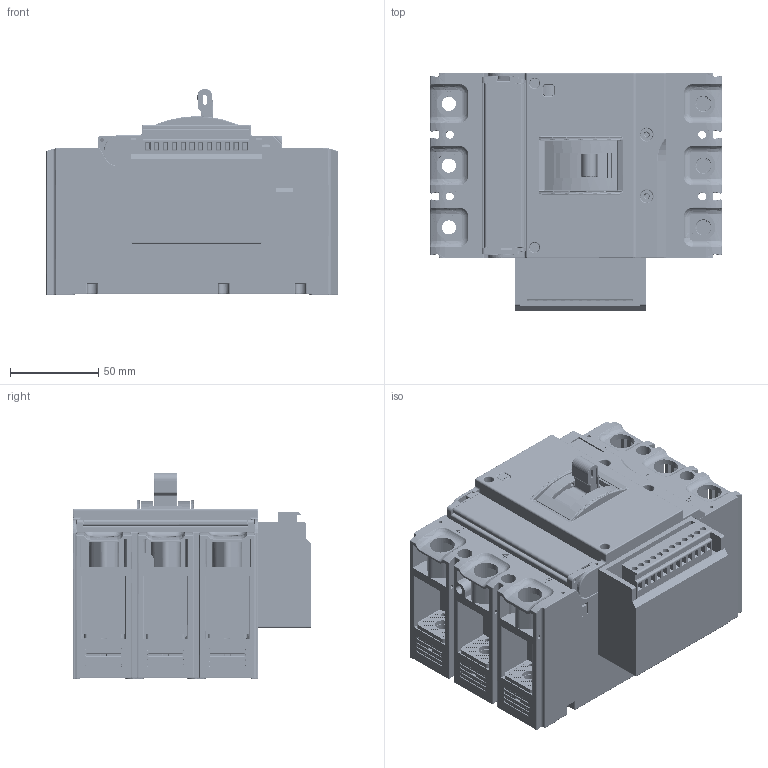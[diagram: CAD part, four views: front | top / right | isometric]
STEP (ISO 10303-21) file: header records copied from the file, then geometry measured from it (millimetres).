
FILE_DESCRIPTION (( 'STEP AP203' ), '1' );
FILE_NAME ('AV POWER-2-3-mccb-23-250-(2.2-6.2)-av.STEP', '2022-08-17T06:02:09', ( '' ), ( '' ), 'SwSTEP 2.0', 'SolidWorks 2021', '' );
FILE_SCHEMA (( 'CONFIG_CONTROL_DESIGN' ));
Products named in the file (1): AV POWER-2-3-mccb-23-250-(2.2-6.2)-av
Bounding box: 165 x 135 x 116.99 mm (x, y, z)
Surface area: 348489.3 mm2 (no closed solid volume)
Topology: 0 solids, 38 shells, 9782 faces, 25933 edges, 16299 vertices
Faces by surface type: plane 4915, cylinder 3472, bspline 1139, cone 136, torus 120
Entity records: 354160 total; most frequent: CARTESIAN_POINT 124391, ORIENTED_EDGE 51308, DIRECTION 42627, EDGE_CURVE 25656, VERTEX_POINT 16299, VECTOR 15655, LINE 15655, AXIS2_PLACEMENT_3D 13486
